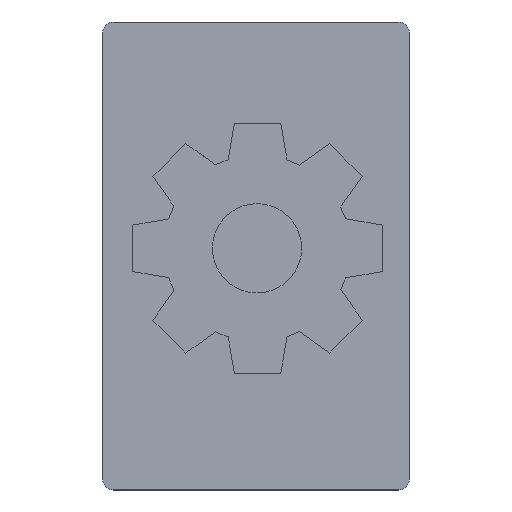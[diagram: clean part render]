
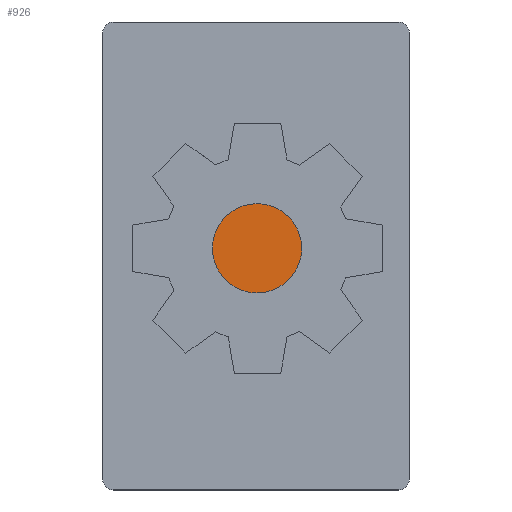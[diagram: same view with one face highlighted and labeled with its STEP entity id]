
A CAD part, top view. The second image highlights one B-rep face of the part: STEP entity #926.
In plain terms, the highlighted planar face has unit normal (0, 0, 1).
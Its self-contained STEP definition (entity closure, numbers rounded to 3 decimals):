
#17=(
BOUNDED_CURVE()
B_SPLINE_CURVE(3,(#1229,#1230,#1231,#1232),.UNSPECIFIED.,.F.,.F.)
B_SPLINE_CURVE_WITH_KNOTS((4,4),(-1.,0.),.UNSPECIFIED.)
CURVE()
GEOMETRIC_REPRESENTATION_ITEM()
RATIONAL_B_SPLINE_CURVE((1.,1.,1.,1.))
REPRESENTATION_ITEM('')
);
#19=(
BOUNDED_CURVE()
B_SPLINE_CURVE(3,(#1250,#1251,#1252,#1253),.UNSPECIFIED.,.F.,.F.)
B_SPLINE_CURVE_WITH_KNOTS((4,4),(-1.,0.),.UNSPECIFIED.)
CURVE()
GEOMETRIC_REPRESENTATION_ITEM()
RATIONAL_B_SPLINE_CURVE((1.,1.,1.,1.))
REPRESENTATION_ITEM('')
);
#21=(
BOUNDED_CURVE()
B_SPLINE_CURVE(3,(#1269,#1270,#1271,#1272),.UNSPECIFIED.,.F.,.F.)
B_SPLINE_CURVE_WITH_KNOTS((4,4),(-1.,0.),.UNSPECIFIED.)
CURVE()
GEOMETRIC_REPRESENTATION_ITEM()
RATIONAL_B_SPLINE_CURVE((1.,1.,1.,1.))
REPRESENTATION_ITEM('')
);
#23=(
BOUNDED_CURVE()
B_SPLINE_CURVE(3,(#1287,#1288,#1289,#1290),.UNSPECIFIED.,.F.,.F.)
B_SPLINE_CURVE_WITH_KNOTS((4,4),(-1.,0.),.UNSPECIFIED.)
CURVE()
GEOMETRIC_REPRESENTATION_ITEM()
RATIONAL_B_SPLINE_CURVE((1.,1.,1.,1.))
REPRESENTATION_ITEM('')
);
#104=FACE_OUTER_BOUND('',#154,.T.);
#154=EDGE_LOOP('',(#843,#844,#845,#846));
#378=VERTEX_POINT('',#1227);
#379=VERTEX_POINT('',#1228);
#382=VERTEX_POINT('',#1249);
#384=VERTEX_POINT('',#1268);
#472=EDGE_CURVE('',#378,#379,#17,.T.);
#476=EDGE_CURVE('',#382,#378,#19,.T.);
#479=EDGE_CURVE('',#384,#382,#21,.T.);
#482=EDGE_CURVE('',#379,#384,#23,.T.);
#843=ORIENTED_EDGE('',*,*,#472,.T.);
#844=ORIENTED_EDGE('',*,*,#482,.T.);
#845=ORIENTED_EDGE('',*,*,#479,.T.);
#846=ORIENTED_EDGE('',*,*,#476,.T.);
#878=PLANE('',#984);
#926=ADVANCED_FACE('',(#104),#878,.T.);
#984=AXIS2_PLACEMENT_3D('',#1599,#1173,#1174);
#1173=DIRECTION('center_axis',(0.,0.,1.));
#1174=DIRECTION('ref_axis',(1.,0.,0.));
#1227=CARTESIAN_POINT('',(28.695,53.216,1.75));
#1228=CARTESIAN_POINT('',(20.406,44.927,1.75));
#1229=CARTESIAN_POINT('Ctrl Pts',(28.695,53.216,1.75));
#1230=CARTESIAN_POINT('Ctrl Pts',(24.119,53.216,1.75));
#1231=CARTESIAN_POINT('Ctrl Pts',(20.406,49.507,1.75));
#1232=CARTESIAN_POINT('Ctrl Pts',(20.406,44.927,1.75));
#1249=CARTESIAN_POINT('',(36.984,44.927,1.75));
#1250=CARTESIAN_POINT('Ctrl Pts',(36.984,44.927,1.75));
#1251=CARTESIAN_POINT('Ctrl Pts',(36.984,49.507,1.75));
#1252=CARTESIAN_POINT('Ctrl Pts',(33.271,53.216,1.75));
#1253=CARTESIAN_POINT('Ctrl Pts',(28.695,53.216,1.75));
#1268=CARTESIAN_POINT('',(28.695,36.637,1.75));
#1269=CARTESIAN_POINT('Ctrl Pts',(28.695,36.637,1.75));
#1270=CARTESIAN_POINT('Ctrl Pts',(33.271,36.637,1.75));
#1271=CARTESIAN_POINT('Ctrl Pts',(36.984,40.351,1.75));
#1272=CARTESIAN_POINT('Ctrl Pts',(36.984,44.927,1.75));
#1287=CARTESIAN_POINT('Ctrl Pts',(20.406,44.927,1.75));
#1288=CARTESIAN_POINT('Ctrl Pts',(20.406,40.351,1.75));
#1289=CARTESIAN_POINT('Ctrl Pts',(24.115,36.637,1.75));
#1290=CARTESIAN_POINT('Ctrl Pts',(28.695,36.637,1.75));
#1599=CARTESIAN_POINT('Origin',(28.5,43.5,1.75));
